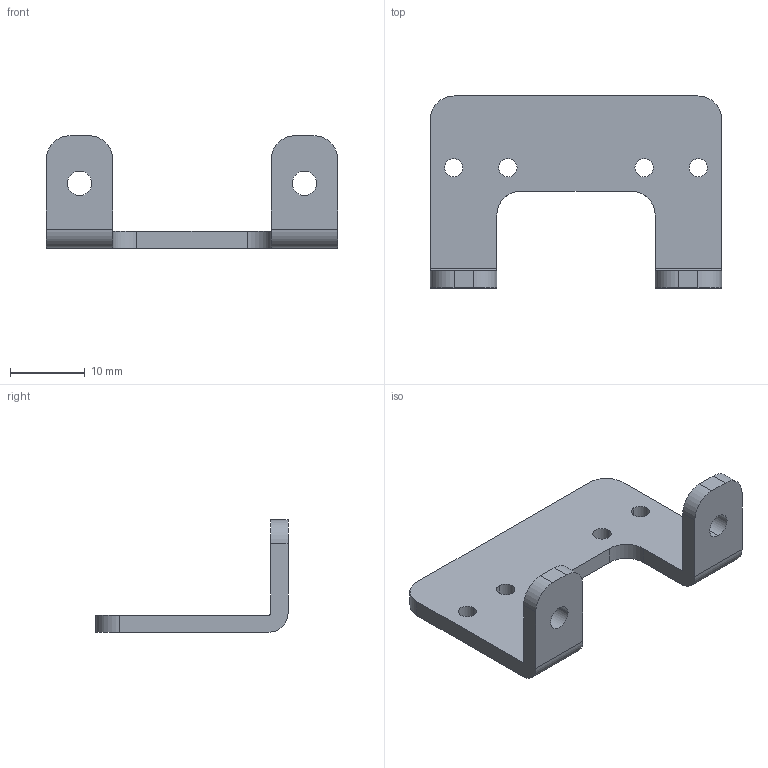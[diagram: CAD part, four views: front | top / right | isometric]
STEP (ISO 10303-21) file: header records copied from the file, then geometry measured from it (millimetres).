
FILE_DESCRIPTION((''),'2;1');
FILE_NAME('155371_SW','2011-05-05T',('banengservice'),('BANNER ENGINEERING'),'PRO/ENGINEER BY PARAMETRIC TECHNOLOGY CORPORATION, 2009141','PRO/ENGINEER BY PARAMETRIC TECHNOLOGY CORPORATION, 2009141','');
FILE_SCHEMA(('CONFIG_CONTROL_DESIGN'));
Length unit declared in the file: inch
Products named in the file (1): 155371_SW
Bounding box: 38.89 x 25.61 x 14.99 mm (x, y, z)
Volume: 2045.1 mm3; surface area: 2345.6 mm2
Topology: 1 solids, 1 shells, 38 faces, 108 edges, 72 vertices
Faces by surface type: cylinder 24, plane 14
Entity records: 1324 total; most frequent: DIRECTION 232, CARTESIAN_POINT 218, ORIENTED_EDGE 216, EDGE_CURVE 108, AXIS2_PLACEMENT_3D 86, VERTEX_POINT 72, VECTOR 60, LINE 60
